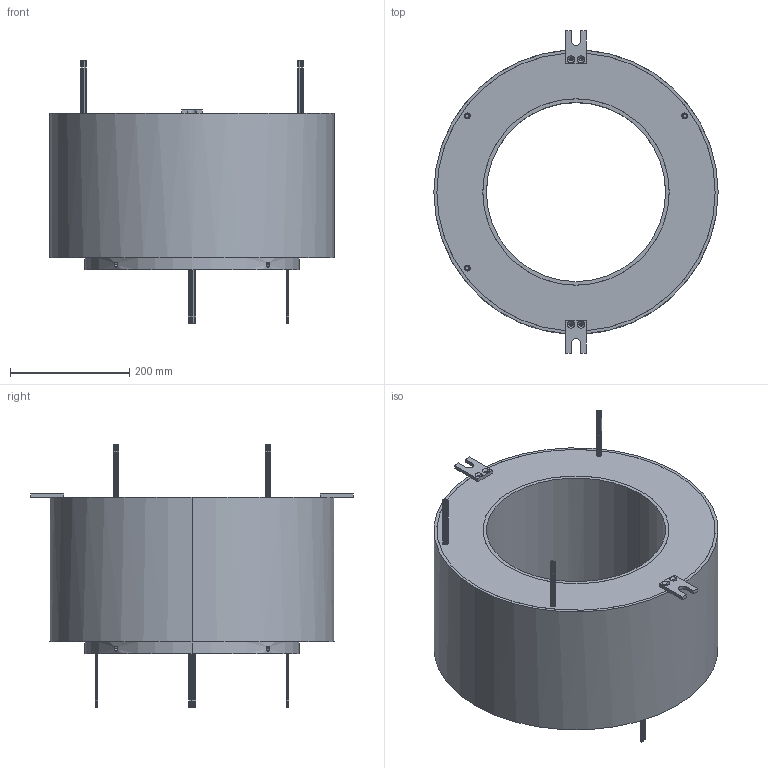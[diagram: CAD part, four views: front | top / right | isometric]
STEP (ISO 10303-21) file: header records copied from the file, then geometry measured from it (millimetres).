
FILE_DESCRIPTION (( 'STEP AP203' ), '1' );
FILE_NAME ('RT300476-P1810.STEP', '2020-08-19T08:54:18', ( 'gongcheng1' ), ( '' ), 'SwSTEP 2.0', 'SolidWorks 2014', '' );
FILE_SCHEMA (( 'CONFIG_CONTROL_DESIGN' ));
Length unit declared in the file: millimetre
Products named in the file (1): RT300476-P1810
Bounding box: 476 x 540 x 439 mm (x, y, z)
Volume: 26599674 mm3; surface area: 915906.1 mm2
Topology: 1 solids, 1 shells, 218 faces, 488 edges, 312 vertices
Faces by surface type: cylinder 130, plane 72, cone 16
Entity records: 6697 total; most frequent: CARTESIAN_POINT 1539, DIRECTION 1166, ORIENTED_EDGE 960, AXIS2_PLACEMENT_3D 483, EDGE_CURVE 480, VERTEX_POINT 312, EDGE_LOOP 280, CIRCLE 264
